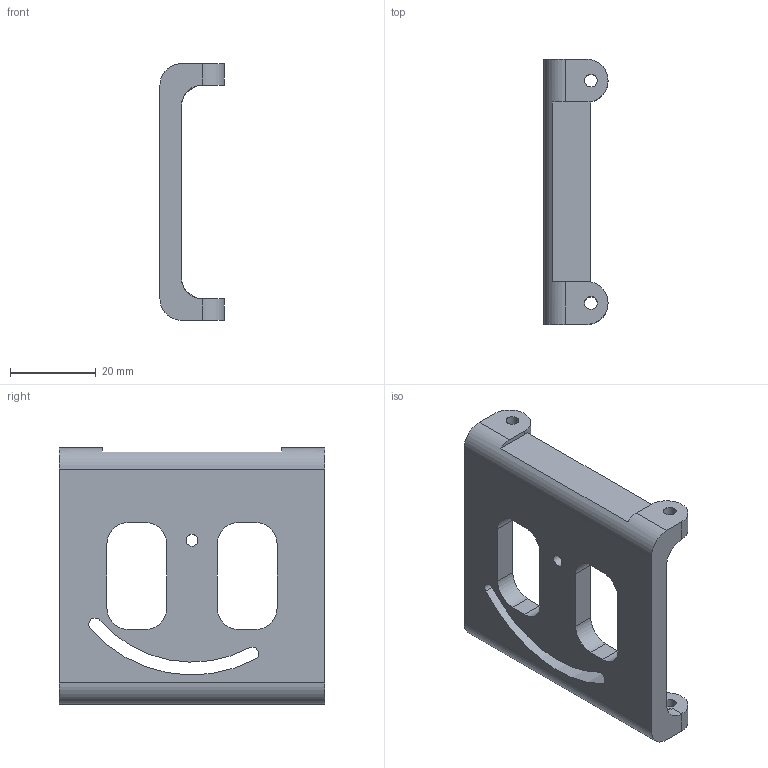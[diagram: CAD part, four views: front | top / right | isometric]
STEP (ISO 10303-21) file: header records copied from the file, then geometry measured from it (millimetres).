
FILE_DESCRIPTION(/* description */ (''),/* implementation_level */ '2;1');
FILE_NAME(/* name */ 'Pen Carriage2.0.stp',/* time_stamp */ '2016-05-06T17:54:33+02:00',/* author */ ('Administrator'),/* organization */ (''),/* preprocessor_version */ 'ST-DEVELOPER v16.1',/* originating_system */ 'Autodesk Inventor 2016',/* authorisation */ '');
FILE_SCHEMA (('AUTOMOTIVE_DESIGN { 1 0 10303 214 3 1 1 }'));
Length unit declared in the file: millimetre
Products named in the file (1): Pen Carriage2.0
Bounding box: 15 x 62 x 60 mm (x, y, z)
Volume: 16202.5 mm3; surface area: 9564.6 mm2
Topology: 1 solids, 1 shells, 73 faces, 197 edges, 127 vertices
Faces by surface type: plane 38, cylinder 31, bspline 4
Full cylindrical faces by diameter (mm): 2.8 x1, 2.98 x4
Entity records: 3497 total; most frequent: CARTESIAN_POINT 1607, DIRECTION 387, ORIENTED_EDGE 382, EDGE_CURVE 191, AXIS2_PLACEMENT_3D 134, VERTEX_POINT 126, LINE 119, VECTOR 119
